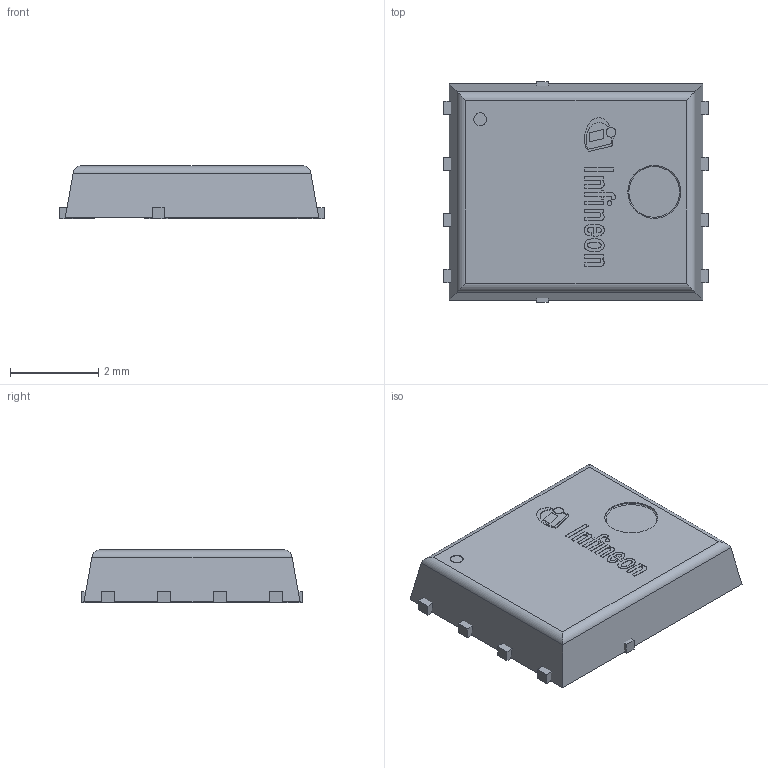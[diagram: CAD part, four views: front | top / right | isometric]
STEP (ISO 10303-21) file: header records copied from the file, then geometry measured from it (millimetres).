
FILE_DESCRIPTION(/* description */ (''),/* implementation_level */ '2;1');
FILE_NAME(/* name */ 'PG-TDSON-8-62_Z8B00219022_V01_3D.stp',/* time_stamp */ '2023-01-16T20:23:09+06:00',/* author */ ('Subramani'),/* organization */ (''),/* preprocessor_version */ 'ST-DEVELOPER v16.13',/* originating_system */ 'AutoCAD Mechanical',/* authorisation */ '');
FILE_SCHEMA (('AUTOMOTIVE_DESIGN { 1 0 10303 214 3 1 1 }'));
Length unit declared in the file: millimetre
Products named in the file (1): Product
Bounding box: 6 x 5 x 1.21 mm (x, y, z)
Volume: 34.9 mm3; surface area: 120.6 mm2
Topology: 17 solids, 17 shells, 230 faces, 577 edges, 383 vertices
Faces by surface type: plane 194, bspline 18, cylinder 17, torus 1
Full cylindrical faces by diameter (mm): 0.107 x1, 0.219 x1, 0.288 x2, 1.2 x1
Entity records: 6944 total; most frequent: CARTESIAN_POINT 1555, ORIENTED_EDGE 1142, DIRECTION 992, EDGE_CURVE 571, LINE 504, VECTOR 504, VERTEX_POINT 383, AXIS2_PLACEMENT_3D 244
